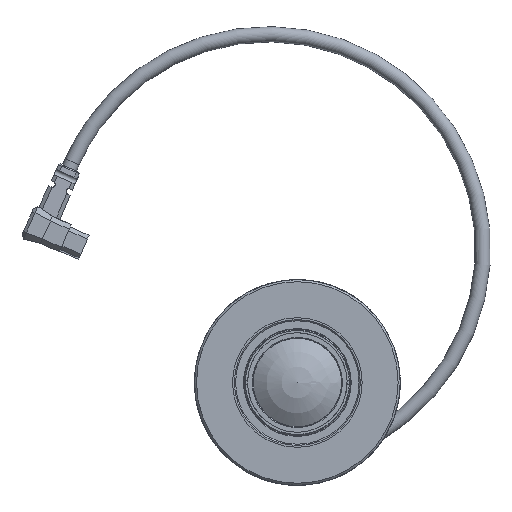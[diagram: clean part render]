
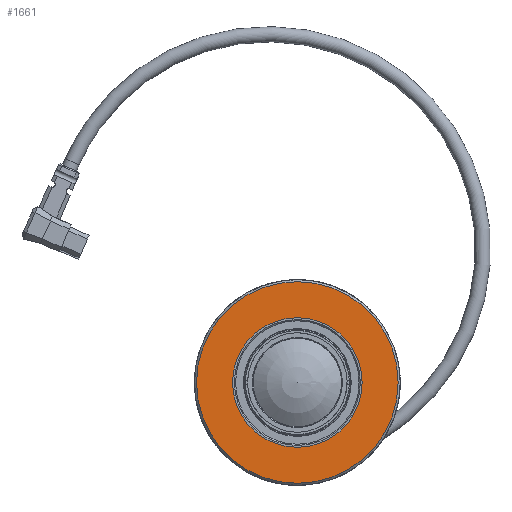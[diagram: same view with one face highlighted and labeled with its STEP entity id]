
A CAD part, left-side view. The second image highlights one B-rep face of the part: STEP entity #1661.
In plain terms, the highlighted planar face has unit normal (-1, 0, 0).
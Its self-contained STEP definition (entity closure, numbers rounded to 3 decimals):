
#1414=PLANE('',#11217);
#1661=ADVANCED_FACE('BCT_REF_132402',(#3427,#3428),#1414,.F.);
#3427=FACE_BOUND('',#3968,.T.);
#3428=FACE_BOUND('',#3969,.T.);
#3968=EDGE_LOOP('',(#4955));
#3969=EDGE_LOOP('',(#4956));
#4955=ORIENTED_EDGE('',*,*,#9377,.F.);
#4956=ORIENTED_EDGE('',*,*,#9376,.T.);
#8018=VERTEX_POINT('',#14493);
#8019=VERTEX_POINT('',#14496);
#9376=EDGE_CURVE('',#8018,#8018,#10886,.T.);
#9377=EDGE_CURVE('BCT_REF_125861',#8019,#8019,#10887,.T.);
#10886=CIRCLE('',#11214,24.5);
#10887=CIRCLE('',#11216,15.7);
#11214=AXIS2_PLACEMENT_3D('',#14492,#12223,#12224);
#11216=AXIS2_PLACEMENT_3D('',#14495,#12227,#12228);
#11217=AXIS2_PLACEMENT_3D('',#14497,#12229,#12230);
#12223=DIRECTION('',(-1.,0.,0.));
#12224=DIRECTION('',(0.,-0.866,0.5));
#12227=DIRECTION('',(-1.,0.,0.));
#12228=DIRECTION('',(0.,-0.866,0.5));
#12229=DIRECTION('',(1.,0.,0.));
#12230=DIRECTION('',(0.,0.866,-0.5));
#14492=CARTESIAN_POINT('',(-63.13,0.,0.));
#14493=CARTESIAN_POINT('',(-63.13,-21.218,12.25));
#14495=CARTESIAN_POINT('',(-63.13,0.,0.));
#14496=CARTESIAN_POINT('',(-63.13,-13.597,7.85));
#14497=CARTESIAN_POINT('',(-63.13,12.25,21.218));
